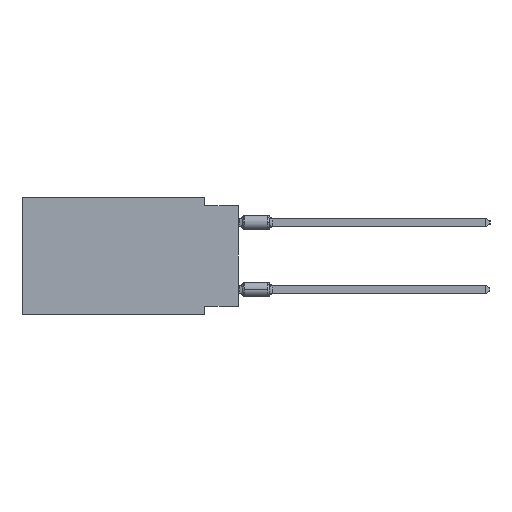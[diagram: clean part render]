
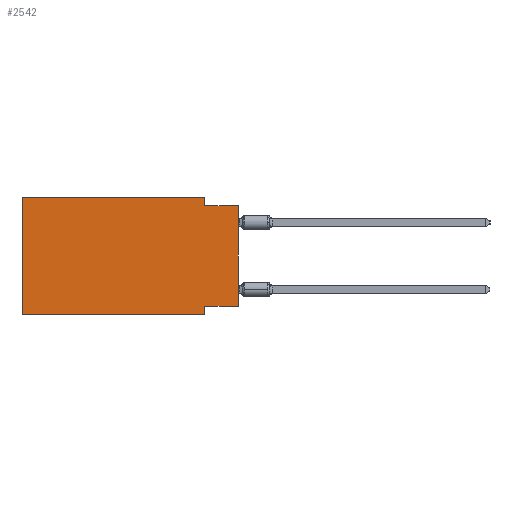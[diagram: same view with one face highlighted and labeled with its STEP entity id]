
A CAD part, left-side view. The second image highlights one B-rep face of the part: STEP entity #2542.
In plain terms, the highlighted planar face has unit normal (-1, 0, 0).
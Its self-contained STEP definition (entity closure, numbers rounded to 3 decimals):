
#419 = FACE_OUTER_BOUND ( 'NONE', #23812, .T. ) ;
#864 = CARTESIAN_POINT ( 'NONE',  ( 0., 16.383, 0. ) ) ;
#1571 = CARTESIAN_POINT ( 'NONE',  ( 0., 0., -8.255 ) ) ;
#1781 = CARTESIAN_POINT ( 'NONE',  ( 0., 2.54, -8.255 ) ) ;
#1847 = LINE ( 'NONE', #5999, #41825 ) ;
#2542 = ADVANCED_FACE ( 'NONE', ( #419 ), #5202, .F. ) ;
#3213 = VECTOR ( 'NONE', #32977, 1000. ) ;
#3540 = CARTESIAN_POINT ( 'NONE',  ( 0., 2.54, -8.89 ) ) ;
#4598 = CARTESIAN_POINT ( 'NONE',  ( 0., 0., 0. ) ) ;
#4882 = DIRECTION ( 'NONE',  ( 0., 0., -1. ) ) ;
#5178 = CARTESIAN_POINT ( 'NONE',  ( 0., 16.383, 0. ) ) ;
#5202 = PLANE ( 'NONE',  #53718 ) ;
#5999 = CARTESIAN_POINT ( 'NONE',  ( 0., 2.54, 0. ) ) ;
#6304 = DIRECTION ( 'NONE',  ( 0., 0., -1. ) ) ;
#8154 = EDGE_CURVE ( 'NONE', #18294, #44636, #41788, .T. ) ;
#9279 = VERTEX_POINT ( 'NONE', #59328 ) ;
#11508 = CARTESIAN_POINT ( 'NONE',  ( 0., 2.54, -0.635 ) ) ;
#12338 = DIRECTION ( 'NONE',  ( 0., -1., 0. ) ) ;
#12391 = LINE ( 'NONE', #1571, #23296 ) ;
#12484 = ORIENTED_EDGE ( 'NONE', *, *, #29019, .T. ) ;
#12969 = CARTESIAN_POINT ( 'NONE',  ( 0., 16.383, -8.89 ) ) ;
#14844 = LINE ( 'NONE', #53059, #54870 ) ;
#15393 = DIRECTION ( 'NONE',  ( 1., 0., 0. ) ) ;
#15932 = VERTEX_POINT ( 'NONE', #11508 ) ;
#17816 = EDGE_CURVE ( 'NONE', #38465, #15932, #1847, .T. ) ;
#18015 = ORIENTED_EDGE ( 'NONE', *, *, #17816, .F. ) ;
#18294 = VERTEX_POINT ( 'NONE', #1781 ) ;
#18588 = EDGE_CURVE ( 'NONE', #9279, #50906, #48251, .T. ) ;
#19166 = CARTESIAN_POINT ( 'NONE',  ( 0., 16.383, 0. ) ) ;
#20028 = ORIENTED_EDGE ( 'NONE', *, *, #36688, .F. ) ;
#21741 = VERTEX_POINT ( 'NONE', #47773 ) ;
#21965 = VERTEX_POINT ( 'NONE', #5178 ) ;
#22381 = CARTESIAN_POINT ( 'NONE',  ( 0., 2.54, 0. ) ) ;
#22681 = DIRECTION ( 'NONE',  ( 0., 0., -1. ) ) ;
#23179 = ORIENTED_EDGE ( 'NONE', *, *, #18588, .T. ) ;
#23296 = VECTOR ( 'NONE', #26752, 1000. ) ;
#23812 = EDGE_LOOP ( 'NONE', ( #23179, #39386, #18015, #33601, #56723, #12484, #41830, #20028 ) ) ;
#24330 = CARTESIAN_POINT ( 'NONE',  ( 0., 16.383, 0. ) ) ;
#25800 = EDGE_CURVE ( 'NONE', #21741, #21965, #38483, .T. ) ;
#26752 = DIRECTION ( 'NONE',  ( 0., 1., 0. ) ) ;
#29019 = EDGE_CURVE ( 'NONE', #21741, #44636, #50877, .T. ) ;
#30071 = VECTOR ( 'NONE', #38174, 1000. ) ;
#30509 = VECTOR ( 'NONE', #58011, 1000. ) ;
#32977 = DIRECTION ( 'NONE',  ( 0., 0., 1. ) ) ;
#33601 = ORIENTED_EDGE ( 'NONE', *, *, #38522, .F. ) ;
#33826 = VECTOR ( 'NONE', #22681, 1000. ) ;
#36688 = EDGE_CURVE ( 'NONE', #9279, #18294, #12391, .T. ) ;
#37731 = EDGE_CURVE ( 'NONE', #15932, #50906, #14844, .T. ) ;
#38174 = DIRECTION ( 'NONE',  ( 0., 0., 1. ) ) ;
#38465 = VERTEX_POINT ( 'NONE', #22381 ) ;
#38483 = LINE ( 'NONE', #864, #30071 ) ;
#38522 = EDGE_CURVE ( 'NONE', #21965, #38465, #43364, .T. ) ;
#39386 = ORIENTED_EDGE ( 'NONE', *, *, #37731, .F. ) ;
#40185 = CARTESIAN_POINT ( 'NONE',  ( 0., 2.54, -8.89 ) ) ;
#41788 = LINE ( 'NONE', #3540, #33826 ) ;
#41825 = VECTOR ( 'NONE', #6304, 1000. ) ;
#41830 = ORIENTED_EDGE ( 'NONE', *, *, #8154, .F. ) ;
#43364 = LINE ( 'NONE', #19166, #30509 ) ;
#43511 = DIRECTION ( 'NONE',  ( 0., -1., 0. ) ) ;
#44636 = VERTEX_POINT ( 'NONE', #40185 ) ;
#47773 = CARTESIAN_POINT ( 'NONE',  ( 0., 16.383, -8.89 ) ) ;
#48251 = LINE ( 'NONE', #4598, #3213 ) ;
#50877 = LINE ( 'NONE', #12969, #52262 ) ;
#50906 = VERTEX_POINT ( 'NONE', #61690 ) ;
#52262 = VECTOR ( 'NONE', #12338, 1000. ) ;
#53059 = CARTESIAN_POINT ( 'NONE',  ( 0., 0., -0.635 ) ) ;
#53718 = AXIS2_PLACEMENT_3D ( 'NONE', #24330, #15393, #4882 ) ;
#54870 = VECTOR ( 'NONE', #43511, 1000. ) ;
#56723 = ORIENTED_EDGE ( 'NONE', *, *, #25800, .F. ) ;
#58011 = DIRECTION ( 'NONE',  ( 0., -1., 0. ) ) ;
#59328 = CARTESIAN_POINT ( 'NONE',  ( 0., 0., -8.255 ) ) ;
#61690 = CARTESIAN_POINT ( 'NONE',  ( 0., 0., -0.635 ) ) ;
